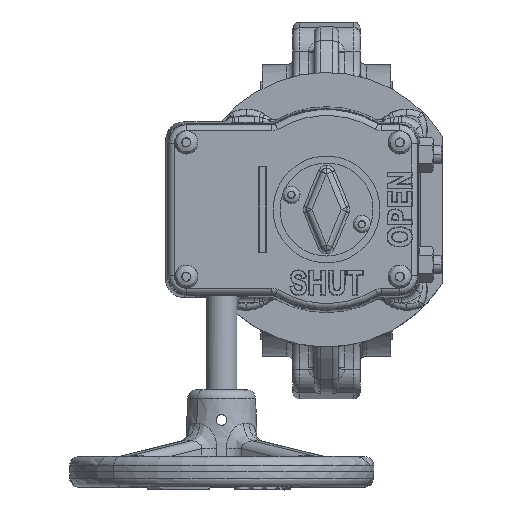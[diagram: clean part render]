
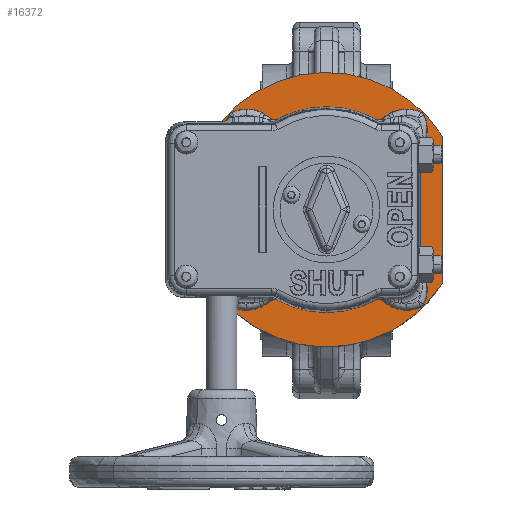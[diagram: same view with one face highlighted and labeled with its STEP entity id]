
A CAD part, top view. The second image highlights one B-rep face of the part: STEP entity #16372.
In plain terms, the highlighted planar face has unit normal (0, 0, 1).
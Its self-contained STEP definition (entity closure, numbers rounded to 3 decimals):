
#2472=CARTESIAN_POINT('',(-45.,-0.,130.));
#2473=VERTEX_POINT('',#2472);
#2480=CARTESIAN_POINT('',(38.,24.104,130.));
#2481=VERTEX_POINT('',#2480);
#2482=CARTESIAN_POINT('',(0.,-0.,130.));
#2483=DIRECTION('',(0.,-0.,1.));
#2484=DIRECTION('',(-1.,-0.,0.));
#2485=AXIS2_PLACEMENT_3D('',#2482,#2483,#2484);
#2486=CIRCLE('',#2485,45.);
#2487=EDGE_CURVE('NONE',#2481,#2473,#2486,.T.);
#2554=CARTESIAN_POINT('',(-0.,28.,130.));
#2555=VERTEX_POINT('',#2554);
#2556=CARTESIAN_POINT('',(0.,-28.,130.));
#2557=VERTEX_POINT('',#2556);
#2558=CARTESIAN_POINT('',(0.,0.,130.));
#2559=DIRECTION('',(0.,0.,-1.));
#2560=DIRECTION('',(0.,-1.,0.));
#2561=AXIS2_PLACEMENT_3D('',#2558,#2559,#2560);
#2562=CIRCLE('',#2561,28.);
#2563=EDGE_CURVE('NONE',#2555,#2557,#2562,.T.);
#2649=CARTESIAN_POINT('',(-24.749,20.249,130.));
#2650=VERTEX_POINT('',#2649);
#2657=CARTESIAN_POINT('',(-24.749,29.249,130.));
#2658=VERTEX_POINT('',#2657);
#2659=CARTESIAN_POINT('',(-24.749,24.749,130.));
#2660=DIRECTION('',(-0.,0.,-1.));
#2661=DIRECTION('',(0.,1.,0.));
#2662=AXIS2_PLACEMENT_3D('',#2659,#2660,#2661);
#2663=CIRCLE('',#2662,4.5);
#2664=EDGE_CURVE('NONE',#2658,#2650,#2663,.T.);
#2691=CARTESIAN_POINT('',(-20.249,-24.749,130.));
#2692=VERTEX_POINT('',#2691);
#2699=CARTESIAN_POINT('',(-29.249,-24.749,130.));
#2700=VERTEX_POINT('',#2699);
#2701=CARTESIAN_POINT('',(-24.749,-24.749,130.));
#2702=DIRECTION('',(0.,0.,-1.));
#2703=DIRECTION('',(-1.,0.,-0.));
#2704=AXIS2_PLACEMENT_3D('',#2701,#2702,#2703);
#2705=CIRCLE('',#2704,4.5);
#2706=EDGE_CURVE('NONE',#2700,#2692,#2705,.T.);
#2733=CARTESIAN_POINT('',(24.749,-20.249,130.));
#2734=VERTEX_POINT('',#2733);
#2741=CARTESIAN_POINT('',(24.749,-29.249,130.));
#2742=VERTEX_POINT('',#2741);
#2743=CARTESIAN_POINT('',(24.749,-24.749,130.));
#2744=DIRECTION('',(-0.,0.,-1.));
#2745=DIRECTION('',(0.,-1.,-0.));
#2746=AXIS2_PLACEMENT_3D('',#2743,#2744,#2745);
#2747=CIRCLE('',#2746,4.5);
#2748=EDGE_CURVE('NONE',#2742,#2734,#2747,.T.);
#2775=CARTESIAN_POINT('',(20.249,24.749,130.));
#2776=VERTEX_POINT('',#2775);
#2783=CARTESIAN_POINT('',(29.249,24.749,130.));
#2784=VERTEX_POINT('',#2783);
#2785=CARTESIAN_POINT('',(24.749,24.749,130.));
#2786=DIRECTION('',(-0.,0.,-1.));
#2787=DIRECTION('',(1.,0.,-0.));
#2788=AXIS2_PLACEMENT_3D('',#2785,#2786,#2787);
#2789=CIRCLE('',#2788,4.5);
#2790=EDGE_CURVE('NONE',#2784,#2776,#2789,.T.);
#10446=CARTESIAN_POINT('',(38.,-24.104,130.));
#10447=VERTEX_POINT('',#10446);
#10448=CARTESIAN_POINT('',(38.,-24.104,130.));
#10449=DIRECTION('',(-0.,1.,0.));
#10450=VECTOR('',#10449,48.208);
#10451=LINE('',#10448,#10450);
#10452=EDGE_CURVE('NONE',#10447,#2481,#10451,.T.);
#16266=CARTESIAN_POINT('',(24.749,24.749,130.));
#16267=DIRECTION('',(-0.,0.,-1.));
#16268=DIRECTION('',(1.,0.,-0.));
#16269=AXIS2_PLACEMENT_3D('',#16266,#16267,#16268);
#16270=CIRCLE('',#16269,4.5);
#16271=EDGE_CURVE('NONE',#2776,#2784,#16270,.T.);
#16284=CARTESIAN_POINT('',(24.749,-24.749,130.));
#16285=DIRECTION('',(-0.,0.,-1.));
#16286=DIRECTION('',(0.,-1.,-0.));
#16287=AXIS2_PLACEMENT_3D('',#16284,#16285,#16286);
#16288=CIRCLE('',#16287,4.5);
#16289=EDGE_CURVE('NONE',#2734,#2742,#16288,.T.);
#16302=CARTESIAN_POINT('',(-24.749,-24.749,130.));
#16303=DIRECTION('',(0.,0.,-1.));
#16304=DIRECTION('',(-1.,0.,-0.));
#16305=AXIS2_PLACEMENT_3D('',#16302,#16303,#16304);
#16306=CIRCLE('',#16305,4.5);
#16307=EDGE_CURVE('NONE',#2692,#2700,#16306,.T.);
#16320=CARTESIAN_POINT('',(-24.749,24.749,130.));
#16321=DIRECTION('',(-0.,0.,-1.));
#16322=DIRECTION('',(0.,1.,0.));
#16323=AXIS2_PLACEMENT_3D('',#16320,#16321,#16322);
#16324=CIRCLE('',#16323,4.5);
#16325=EDGE_CURVE('NONE',#2650,#2658,#16324,.T.);
#16330=CARTESIAN_POINT('',(0.,-14.,130.));
#16331=DIRECTION('',(0.,-0.,1.));
#16332=DIRECTION('',(-0.,1.,0.));
#16333=AXIS2_PLACEMENT_3D('',#16330,#16331,#16332);
#16334=PLANE('',#16333);
#16335=ORIENTED_EDGE('',*,*,#10452,.T.);
#16336=ORIENTED_EDGE('',*,*,#2487,.T.);
#16337=CARTESIAN_POINT('',(0.,-0.,130.));
#16338=DIRECTION('',(0.,-0.,1.));
#16339=DIRECTION('',(-1.,-0.,0.));
#16340=AXIS2_PLACEMENT_3D('',#16337,#16338,#16339);
#16341=CIRCLE('',#16340,45.);
#16342=EDGE_CURVE('NONE',#2473,#10447,#16341,.T.);
#16343=ORIENTED_EDGE('',*,*,#16342,.T.);
#16344=EDGE_LOOP('',(#16335,#16336,#16343));
#16345=FACE_BOUND('',#16344,.T.);
#16346=ORIENTED_EDGE('',*,*,#2790,.T.);
#16347=ORIENTED_EDGE('',*,*,#16271,.T.);
#16348=EDGE_LOOP('',(#16346,#16347));
#16349=FACE_BOUND('',#16348,.T.);
#16350=ORIENTED_EDGE('',*,*,#2748,.T.);
#16351=ORIENTED_EDGE('',*,*,#16289,.T.);
#16352=EDGE_LOOP('',(#16350,#16351));
#16353=FACE_BOUND('',#16352,.T.);
#16354=ORIENTED_EDGE('',*,*,#2706,.T.);
#16355=ORIENTED_EDGE('',*,*,#16307,.T.);
#16356=EDGE_LOOP('',(#16354,#16355));
#16357=FACE_BOUND('',#16356,.T.);
#16358=ORIENTED_EDGE('',*,*,#2664,.T.);
#16359=ORIENTED_EDGE('',*,*,#16325,.T.);
#16360=EDGE_LOOP('',(#16358,#16359));
#16361=FACE_BOUND('',#16360,.T.);
#16362=CARTESIAN_POINT('',(0.,0.,130.));
#16363=DIRECTION('',(0.,0.,-1.));
#16364=DIRECTION('',(0.,-1.,0.));
#16365=AXIS2_PLACEMENT_3D('',#16362,#16363,#16364);
#16366=CIRCLE('',#16365,28.);
#16367=EDGE_CURVE('NONE',#2557,#2555,#16366,.T.);
#16368=ORIENTED_EDGE('',*,*,#16367,.T.);
#16369=ORIENTED_EDGE('',*,*,#2563,.T.);
#16370=EDGE_LOOP('',(#16368,#16369));
#16371=FACE_BOUND('',#16370,.T.);
#16372=ADVANCED_FACE('NONE',(#16345,#16349,#16353,#16357,#16361,#16371),#16334,.T.);
